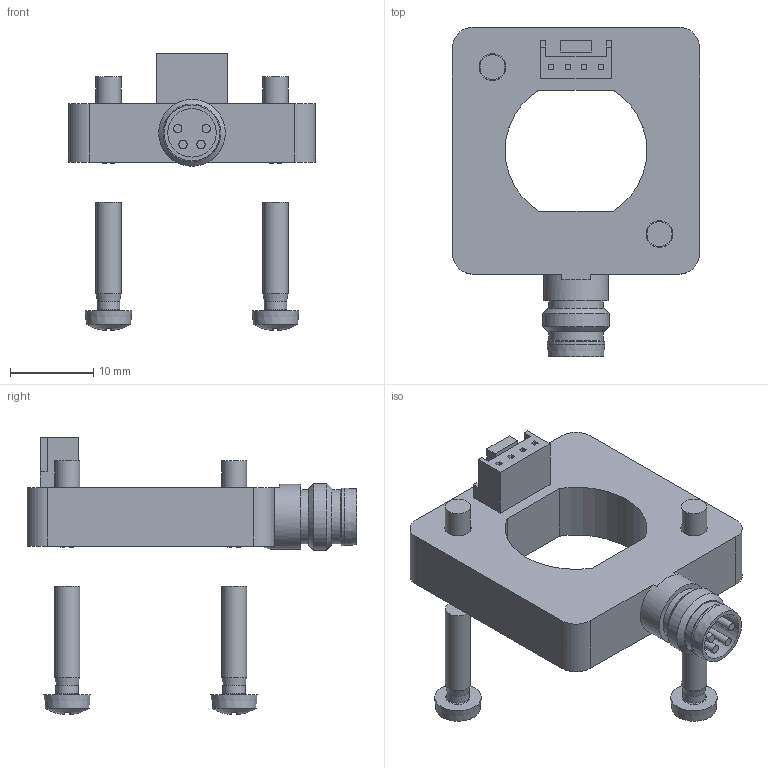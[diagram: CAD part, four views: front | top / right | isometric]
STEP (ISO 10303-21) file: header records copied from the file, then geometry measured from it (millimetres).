
FILE_DESCRIPTION(/* description */ ('STEP AP214'),/* implementation_level */ '2;1');
FILE_NAME(/* name */ '8000326_SASC-P4-A-M8-A',/* time_stamp */ '2024-09-13T10:34:37+02:00',/* author */ ('License CC BY-ND 4.0'),/* organization */ ('CADENAS'),/* preprocessor_version */ 'ST-DEVELOPER v19.3',/* originating_system */ 'PARTsolutions',/* authorisation */ ' ');
FILE_SCHEMA (('AUTOMOTIVE_DESIGN {1 0 10303 214 3 1 1}'));
Length unit declared in the file: millimetre
Products named in the file (5): 8000326 SASC-P4-A-M8-A; 1403043 SASC-P4-A-M8-A_a; DIN 6905 2.7(F); ISO 7045 M3x8-H; ISO 7045 M3x13-H
Assembly tree (7 placements, depth 2):
  8000326 SASC-P4-A-M8-A
    1403043 SASC-P4-A-M8-A_a
    DIN 6905 2.7(F)  x2
    ISO 7045 M3x8-H  x2
    ISO 7045 M3x13-H  x2
Bounding box: 29.6 x 39.5 x 33.17 mm (x, y, z)
Volume: 5313.8 mm3; surface area: 4197.2 mm2
Topology: 7 solids, 7 shells, 229 faces, 555 edges, 363 vertices
Faces by surface type: plane 166, cylinder 32, cone 15, torus 12, sphere 4
Full cylindrical faces by diameter (mm): 1 x4, 2.4 x2, 2.693 x2, 3 x4, 3.2 x2, 5.8 x1, 6 x2, 6.5 x2, 6.9 x1, 7.8 x1, 8 x1
Entity records: 5314 total; most frequent: CARTESIAN_POINT 800, DIRECTION 793, ORIENTED_EDGE 698, EDGE_CURVE 349, AXIS2_PLACEMENT_3D 283, VERTEX_POINT 249, LINE 227, VECTOR 227
